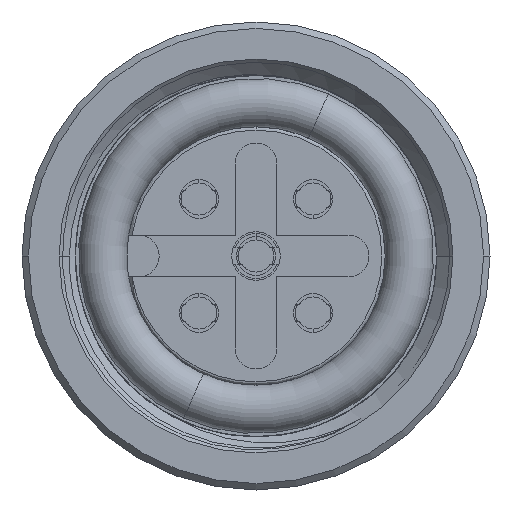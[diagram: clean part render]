
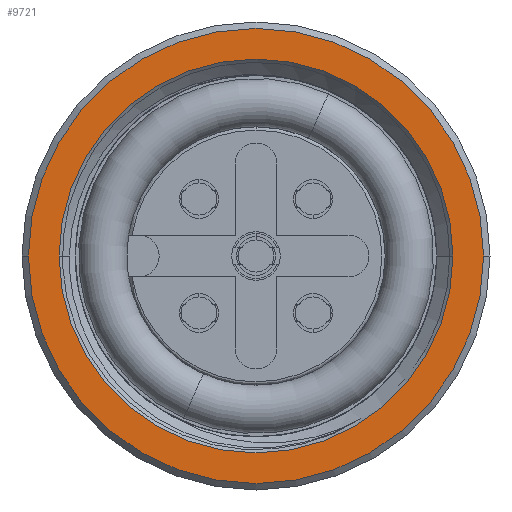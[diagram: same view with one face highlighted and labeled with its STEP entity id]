
A CAD part, left-side view. The second image highlights one B-rep face of the part: STEP entity #9721.
In plain terms, the highlighted face is planar.
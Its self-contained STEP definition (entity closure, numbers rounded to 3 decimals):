
#1921 = CIRCLE ( 'NONE', #12302, 7.05 ) ;
#2040 = VERTEX_POINT ( 'NONE', #8413 ) ;
#2195 = ORIENTED_EDGE ( 'NONE', *, *, #13249, .T. ) ;
#2996 = DIRECTION ( 'NONE',  ( 1., 0., 0. ) ) ;
#3408 = DIRECTION ( 'NONE',  ( -1., 0., 0. ) ) ;
#4569 = CIRCLE ( 'NONE', #34170, 6.1 ) ;
#4861 = VERTEX_POINT ( 'NONE', #35818 ) ;
#5982 = CARTESIAN_POINT ( 'NONE',  ( 11., 0., 0. ) ) ;
#6648 = DIRECTION ( 'NONE',  ( 0., 0., 1. ) ) ;
#6754 = EDGE_CURVE ( 'NONE', #2040, #15890, #1921, .T. ) ;
#7160 = CIRCLE ( 'NONE', #31382, 6.1 ) ;
#7518 = CARTESIAN_POINT ( 'NONE',  ( 11., 0., 7.05 ) ) ;
#8413 = CARTESIAN_POINT ( 'NONE',  ( 11., 0., -7.05 ) ) ;
#9641 = EDGE_CURVE ( 'NONE', #15890, #2040, #13958, .T. ) ;
#9721 = ADVANCED_FACE ( 'NONE', ( #29866, #30293 ), #34139, .F. ) ;
#11979 = ORIENTED_EDGE ( 'NONE', *, *, #9641, .T. ) ;
#12302 = AXIS2_PLACEMENT_3D ( 'NONE', #5982, #2996, #18482 ) ;
#12462 = DIRECTION ( 'NONE',  ( 0., 0., 1. ) ) ;
#12690 = CARTESIAN_POINT ( 'NONE',  ( 11., 0., 0. ) ) ;
#13249 = EDGE_CURVE ( 'NONE', #27182, #4861, #7160, .T. ) ;
#13958 = CIRCLE ( 'NONE', #29996, 7.05 ) ;
#15890 = VERTEX_POINT ( 'NONE', #7518 ) ;
#15910 = CARTESIAN_POINT ( 'NONE',  ( 11., 0., 0. ) ) ;
#16731 = ORIENTED_EDGE ( 'NONE', *, *, #19951, .T. ) ;
#17660 = AXIS2_PLACEMENT_3D ( 'NONE', #31555, #18884, #22219 ) ;
#18482 = DIRECTION ( 'NONE',  ( 0., 0., 1. ) ) ;
#18765 = CARTESIAN_POINT ( 'NONE',  ( 11., 0., 0. ) ) ;
#18884 = DIRECTION ( 'NONE',  ( -1., 0., 0. ) ) ;
#19951 = EDGE_CURVE ( 'NONE', #4861, #27182, #4569, .T. ) ;
#22219 = DIRECTION ( 'NONE',  ( 0., 0., 1. ) ) ;
#26513 = ORIENTED_EDGE ( 'NONE', *, *, #6754, .T. ) ;
#27182 = VERTEX_POINT ( 'NONE', #37504 ) ;
#29866 = FACE_OUTER_BOUND ( 'NONE', #31799, .T. ) ;
#29996 = AXIS2_PLACEMENT_3D ( 'NONE', #12690, #31193, #37227 ) ;
#30293 = FACE_BOUND ( 'NONE', #38051, .T. ) ;
#31193 = DIRECTION ( 'NONE',  ( 1., 0., 0. ) ) ;
#31382 = AXIS2_PLACEMENT_3D ( 'NONE', #15910, #3408, #6648 ) ;
#31555 = CARTESIAN_POINT ( 'NONE',  ( 11., 7.25, 0. ) ) ;
#31799 = EDGE_LOOP ( 'NONE', ( #11979, #26513 ) ) ;
#34139 = PLANE ( 'NONE',  #17660 ) ;
#34170 = AXIS2_PLACEMENT_3D ( 'NONE', #18765, #37001, #12462 ) ;
#35818 = CARTESIAN_POINT ( 'NONE',  ( 11., 0., 6.1 ) ) ;
#37001 = DIRECTION ( 'NONE',  ( -1., 0., 0. ) ) ;
#37227 = DIRECTION ( 'NONE',  ( 0., 0., 1. ) ) ;
#37504 = CARTESIAN_POINT ( 'NONE',  ( 11., 0., -6.1 ) ) ;
#38051 = EDGE_LOOP ( 'NONE', ( #2195, #16731 ) ) ;
